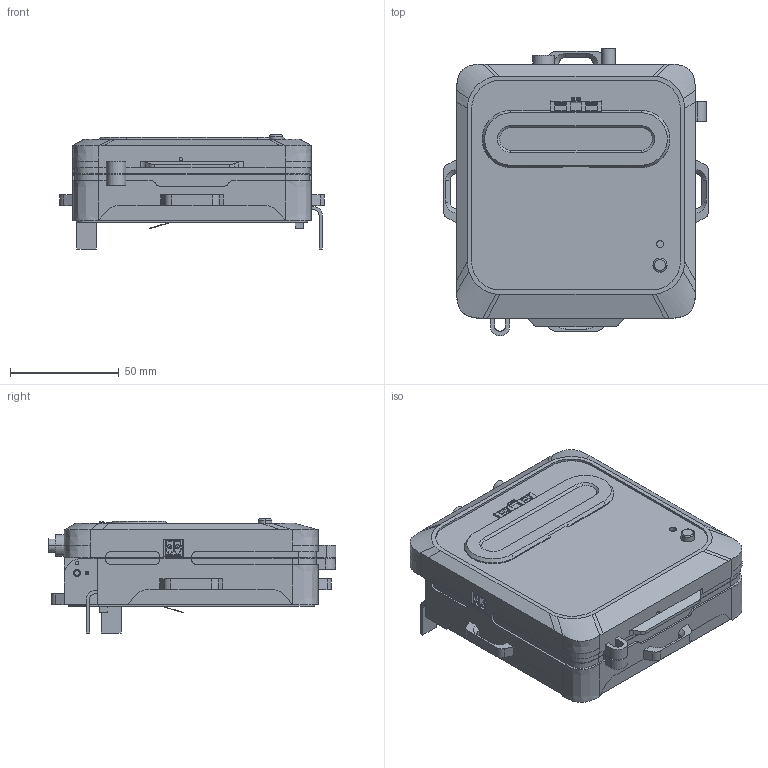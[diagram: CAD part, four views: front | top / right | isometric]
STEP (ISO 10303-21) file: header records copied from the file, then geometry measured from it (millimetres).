
FILE_DESCRIPTION((''),'2;1');
FILE_NAME('YUNPAI_3D_WUDIANCHI_ASM_ASM','2024-11-06T14:40:53',('elco'),(''),'CREO PARAMETRIC BY PTC INC, 2022424','CREO PARAMETRIC BY PTC INC, 2022424','');
FILE_SCHEMA(('CONFIG_CONTROL_DESIGN'));
Length unit declared in the file: millimetre
Products named in the file (5): YUANPAI_WUDIANCHI_1; DIZUO_YUANPAI_1; HUAGUI_1; YUNPAI_3D_WUDIANCHI_ASM_1_ASM; YUNPAI_3D_WUDIANCHI_ASM_ASM
Assembly tree (5 placements, depth 3):
  YUNPAI_3D_WUDIANCHI_ASM_ASM
    YUNPAI_3D_WUDIANCHI_ASM_1_ASM
      YUANPAI_WUDIANCHI_1
      DIZUO_YUANPAI_1
      HUAGUI_1  x2
Bounding box: 122 x 132.56 x 52.5 mm (x, y, z)
Volume: 226917.4 mm3; surface area: 106774 mm2
Topology: 4 solids, 16 shells, 1002 faces, 2791 edges, 1858 vertices
Faces by surface type: plane 678, cylinder 228, bspline 34, cone 33, extrusion 19, torus 8, sphere 2
Entity records: 33653 total; most frequent: CARTESIAN_POINT 7866, ORIENTED_EDGE 5466, DIRECTION 5111, EDGE_CURVE 2745, VECTOR 2001, LINE 1982, VERTEX_POINT 1828, AXIS2_PLACEMENT_3D 1555
